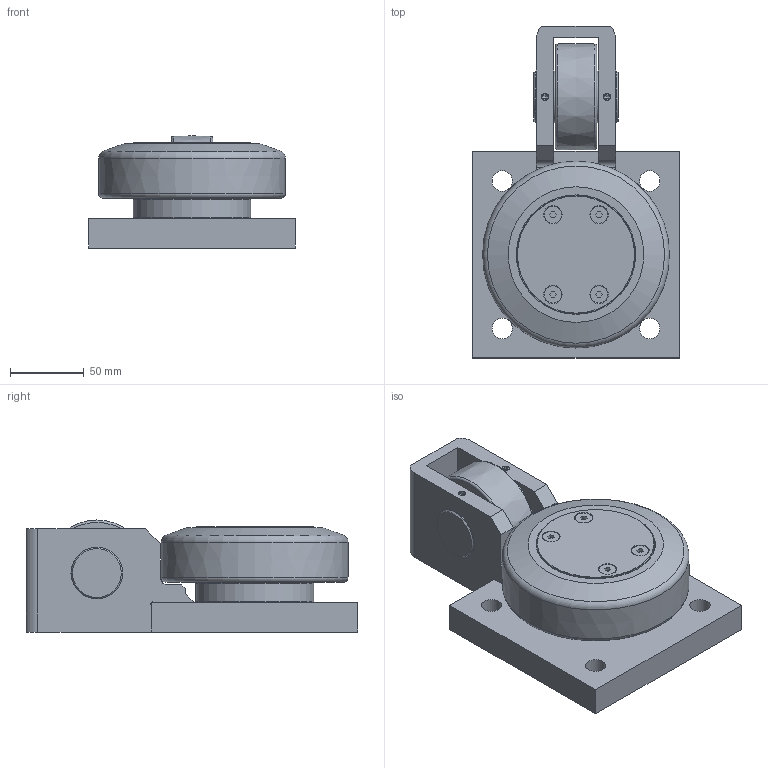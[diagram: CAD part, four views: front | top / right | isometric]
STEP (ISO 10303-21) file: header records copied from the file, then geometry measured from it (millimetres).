
FILE_DESCRIPTION(/* description */ ('-'),/* implementation_level */ '2;1');
FILE_NAME(/* name */ 'ALFATEC_XSTR120-6200.stp',/* time_stamp */ '2021-01-28T08:13:31+01:00',/* author */ ('kstaebler'),/* organization */ (''),/* preprocessor_version */ 'ST-DEVELOPER v18.1',/* originating_system */ 'Autodesk Inventor 2020',/* authorisation */ '');
FILE_SCHEMA (('AUTOMOTIVE_DESIGN { 1 0 10303 214 3 1 1 }'));
Length unit declared in the file: millimetre
Products named in the file (1): XSTR 120.6200_Kontur
Bounding box: 140 x 225 x 76 mm (x, y, z)
Volume: 1113246.2 mm3; surface area: 163793.3 mm2
Topology: 2 solids, 2 shells, 169 faces, 490 edges, 342 vertices
Faces by surface type: plane 88, cylinder 45, cone 25, torus 9, bspline 2
Full cylindrical faces by diameter (mm): 3 x2, 4.5 x1, 4.917 x3, 6 x2, 11.7 x4, 12.4 x4, 13.835 x4, 35 x4, 35.1 x2, 71 x1, 79 x1, 80 x3, 81 x1, 84.5 x1, 86 x1, 87 x1, 89.5 x2, 95 x1
Entity records: 6442 total; most frequent: CARTESIAN_POINT 1587, ORIENTED_EDGE 974, DIRECTION 957, EDGE_CURVE 487, AXIS2_PLACEMENT_3D 360, VERTEX_POINT 342, LINE 237, VECTOR 237
